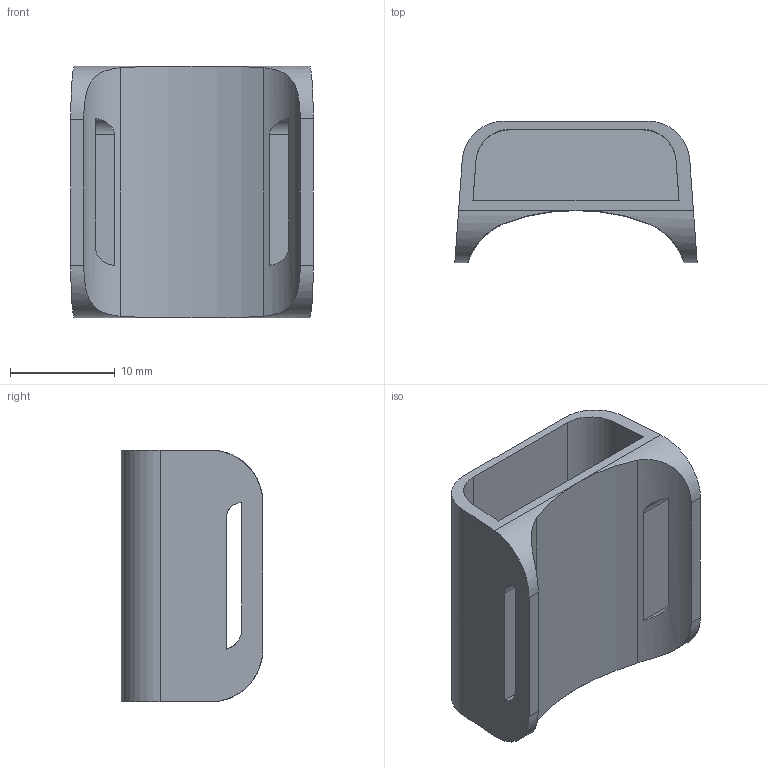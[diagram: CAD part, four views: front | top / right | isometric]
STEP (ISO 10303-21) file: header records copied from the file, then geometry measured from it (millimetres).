
FILE_DESCRIPTION(('HOOPS Exchange Step'),'2;1');
FILE_NAME('temp_export','2023-04-20T20:19:56+03:00',('phuoctrinh'),('Shapr3D Limited'),'HOOPS Exchange 2022.2','Shapr3D','Authorized');
FILE_SCHEMA( ('AUTOMOTIVE_DESIGN { 1 0 10303 214 1 1 1 1 }') );
Length unit declared in the file: millimetre
Products named in the file (1): root
Bounding box: 23.12 x 13.5 x 24 mm (x, y, z)
Volume: 2112.1 mm3; surface area: 3302 mm2
Topology: 1 solids, 1 shells, 31 faces, 82 edges, 54 vertices
Faces by surface type: plane 16, cylinder 14, extrusion 1
Entity records: 1258 total; most frequent: CARTESIAN_POINT 459, ORIENTED_EDGE 164, DIRECTION 151, EDGE_CURVE 82, VECTOR 55, VERTEX_POINT 54, LINE 54, AXIS2_PLACEMENT_3D 48
